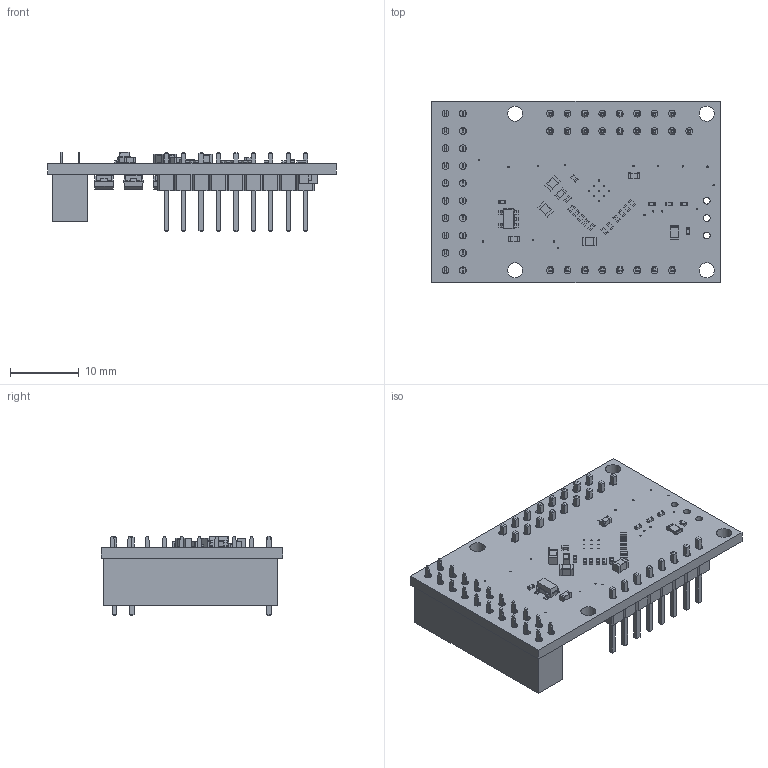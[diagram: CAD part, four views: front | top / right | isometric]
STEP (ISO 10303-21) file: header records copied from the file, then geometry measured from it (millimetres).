
FILE_DESCRIPTION(('KiCad electronic assembly'),'2;1');
FILE_NAME('tac5212_audio_board_single_ended.step','2024-08-23T14:23:30', ('Pcbnew'),('Kicad'),'Open CASCADE STEP processor 7.8', 'KiCad to STEP converter','Unknown');
FILE_SCHEMA(('AUTOMOTIVE_DESIGN { 1 0 10303 214 1 1 1 1 }'));
Length unit declared in the file: millimetre
Products named in the file (24): tac5212_audio_board_single_ended 1; R_0402_1005Metric; PinHeader_1x08_P2.54mm_Vertical; PinHeader_1x08_P254mm_Vertical; PinHeader_1x09_P2.54mm_Vertical; PinHeader_1x09_P254mm_Vertical; PinSocket_2x10_P2.54mm_Vertical; PinSocket_2x10_P254mm_Vertical; C_0805_2012Metric; C_0402_1005Metric; SOT-23-5; SOT_23_5; C_0603_1608Metric; R_0805_2012Metric; R_0603_1608Metric; CP_EIA-3528-21_Kemet-B; CP_EIA_3528_21_Kemet_B; _autosave-tac5212_audio_board_single_ended_PCB
Assembly tree (66 placements, depth 3):
  tac5212_audio_board_single_ended 1
    R_0402_1005Metric  x15
      R_0402_1005Metric
    PinHeader_1x08_P2.54mm_Vertical  x2
      PinHeader_1x08_P254mm_Vertical
    PinHeader_1x09_P2.54mm_Vertical
      PinHeader_1x09_P254mm_Vertical
    PinSocket_2x10_P2.54mm_Vertical
      PinSocket_2x10_P254mm_Vertical
    C_0805_2012Metric  x9
      C_0805_2012Metric
    C_0402_1005Metric  x3
      C_0402_1005Metric
    SOT-23-5  x2
      SOT_23_5
    C_0603_1608Metric  x12
      C_0603_1608Metric
    R_0805_2012Metric
      R_0805_2012Metric
    R_0603_1608Metric  x4
      R_0603_1608Metric
    CP_EIA-3528-21_Kemet-B  x4
      CP_EIA_3528_21_Kemet_B
    _autosave-tac5212_audio_board_single_ended_PCB
Bounding box: 42 x 26.46 x 11.64 mm (x, y, z)
Volume: 3163.2 mm3; surface area: 5516.9 mm2
Topology: 55 solids, 55 shells, 2932 faces, 7484 edges, 4824 vertices
Faces by surface type: plane 2252, cylinder 586, bspline 94
Full cylindrical faces by diameter (mm): 0.2 x26, 1 x48, 2.2 x4
Entity records: 54451 total; most frequent: CARTESIAN_POINT 8856, ORIENTED_EDGE 7382, DIRECTION 6917, EDGE_CURVE 3691, LINE 3307, VECTOR 3307, VERTEX_POINT 2366, AXIS2_PLACEMENT_3D 1805
